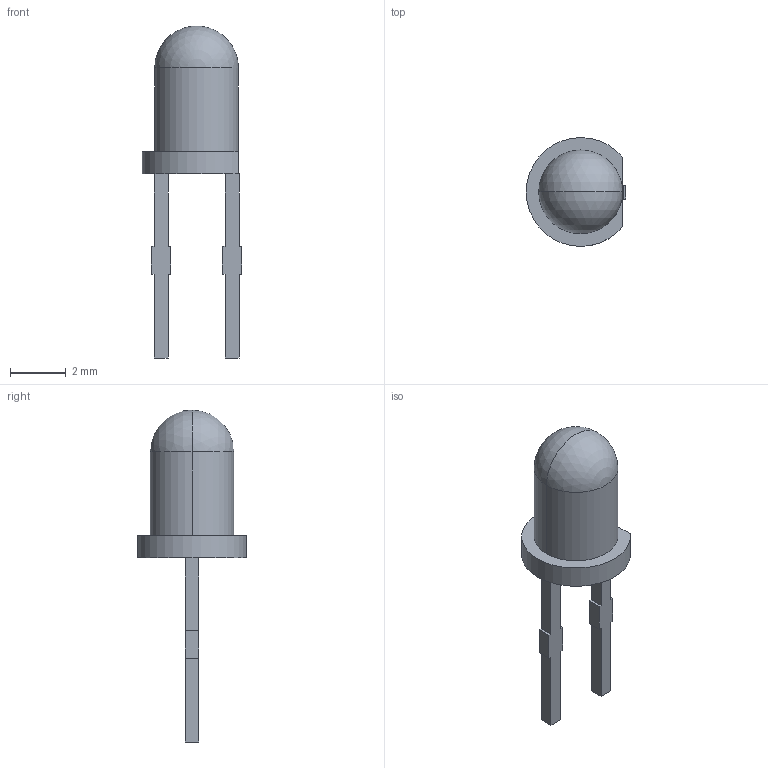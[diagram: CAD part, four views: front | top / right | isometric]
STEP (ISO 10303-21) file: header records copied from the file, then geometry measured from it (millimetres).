
FILE_DESCRIPTION (( 'STEP AP214' ), '1' );
FILE_NAME ('LED DIP 3mm Vert Green.STEP', '2023-11-13T10:02:05', ( 'Elessar' ), ( '' ), 'SwSTEP 2.0', 'SolidWorks 2018', '' );
FILE_SCHEMA (( 'AUTOMOTIVE_DESIGN' ));
Length unit declared in the file: millimetre
Products named in the file (1): LED DIP 3mm Vert Green
Bounding box: 3.57 x 3.9 x 11.9 mm (x, y, z)
Volume: 40.7 mm3; surface area: 95 mm2
Topology: 1 solids, 1 shells, 35 faces, 95 edges, 61 vertices
Faces by surface type: plane 30, cylinder 3, sphere 2
Entity records: 1472 total; most frequent: CARTESIAN_POINT 186, ORIENTED_EDGE 182, DIRECTION 171, EDGE_CURVE 91, VECTOR 83, LINE 83, VERTEX_POINT 59, AXIS2_PLACEMENT_3D 44
